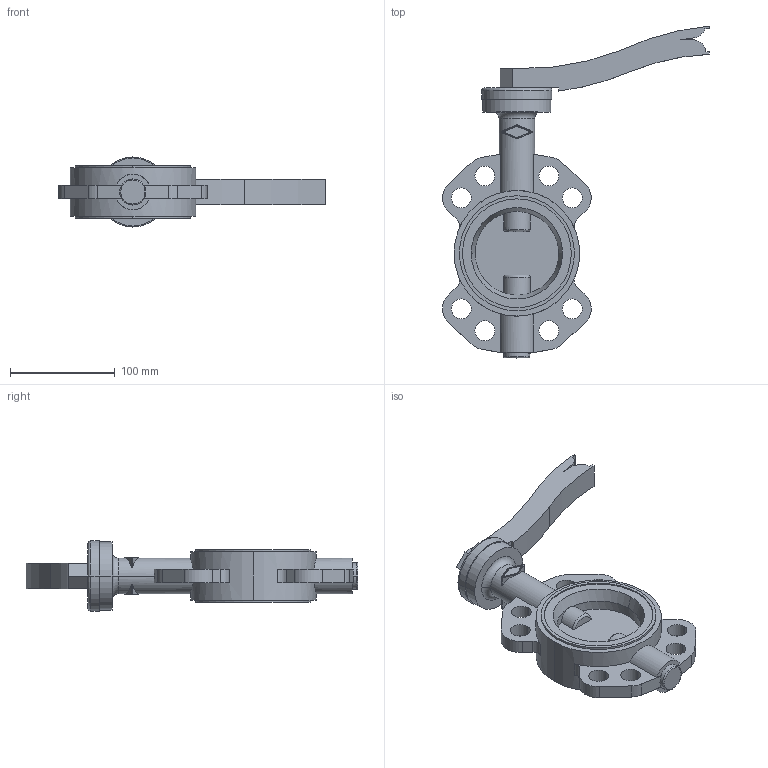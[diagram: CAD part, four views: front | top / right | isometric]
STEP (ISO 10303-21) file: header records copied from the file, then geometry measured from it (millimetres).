
FILE_DESCRIPTION(('OneSpaceDesigner STEP Export'),'2;1');
FILE_NAME('c000000181.stp','2008-01-17T 9:44:24',(''),(''),'OneSpace Designer STEP processor for AP214 (Solid Model)','OneSpace Modeling 15.00A 14-Mar-2007 (C) CoCreate Software GmbH','');
FILE_SCHEMA(('AUTOMOTIVE_DESIGN { 1 0 10303 214 1 1 1 1 }'));
Length unit declared in the file: millimetre
Products named in the file (2): 1; 2
Bounding box: 255.02 x 317.2 x 67 mm (x, y, z)
Volume: 705391.1 mm3; surface area: 114825.6 mm2
Topology: 2 solids, 2 shells, 172 faces, 451 edges, 300 vertices
Faces by surface type: plane 84, cylinder 74, torus 10, cone 4
Entity records: 9578 total; most frequent: CARTESIAN_POINT 4055, ORIENTED_EDGE 902, DIRECTION 795, EDGE_CURVE 451, VERTEX_POINT 300, AXIS2_PLACEMENT_3D 280, VECTOR 235, LINE 235
